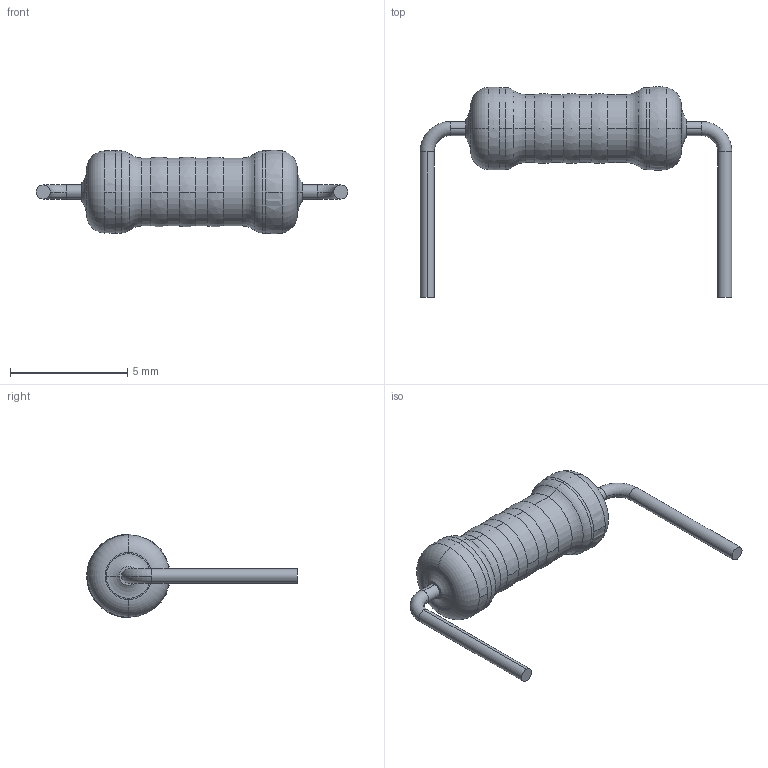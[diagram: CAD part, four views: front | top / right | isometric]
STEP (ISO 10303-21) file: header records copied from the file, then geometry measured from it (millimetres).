
FILE_DESCRIPTION (( 'STEP AP214' ), '1' );
FILE_NAME ('RES_AH_0.5W_500mil_0R_5%.STEP', '2022-06-21T07:08:33', ( '' ), ( '' ), 'SwSTEP 2.0', 'SolidWorks 2020', '' );
FILE_SCHEMA (( 'AUTOMOTIVE_DESIGN' ));
Length unit declared in the file: millimetre
Products named in the file (1): RES_AH_0.5W_500mil_0R_5%
Bounding box: 13.3 x 8.98 x 3.57 mm (x, y, z)
Volume: 74.2 mm3; surface area: 135.6 mm2
Topology: 1 solids, 1 shells, 56 faces, 161 edges, 101 vertices
Faces by surface type: torus 20, cylinder 20, sphere 10, plane 6
Entity records: 2354 total; most frequent: DIRECTION 366, CARTESIAN_POINT 279, ORIENTED_EDGE 272, AXIS2_PLACEMENT_3D 173, EDGE_CURVE 136, CIRCLE 116, VERTEX_POINT 86, EDGE_LOOP 60
